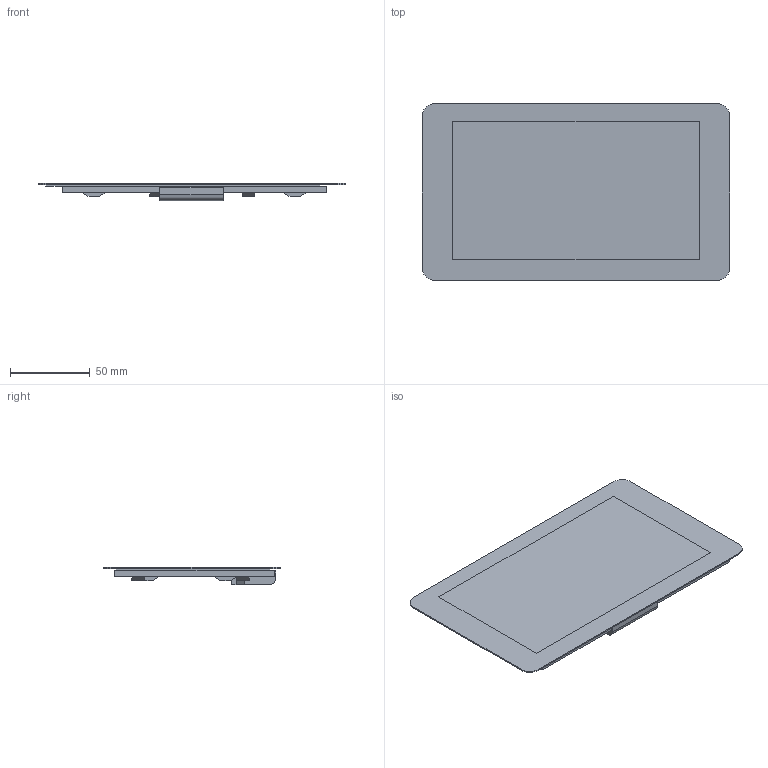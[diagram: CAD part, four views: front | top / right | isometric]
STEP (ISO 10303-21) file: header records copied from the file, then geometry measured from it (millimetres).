
FILE_DESCRIPTION(/* description */ (''),/* implementation_level */ '2;1');
FILE_NAME(/* name */ 'RPi LCD Module v8.step',/* time_stamp */ '2016-06-26T14:38:08-06:00',/* author */ (''),/* organization */ (''),/* preprocessor_version */ 'ST-DEVELOPER v16.5',/* originating_system */ 'Autodesk Translation Framework v5.1.0.2740',/* authorisation */ '');
FILE_SCHEMA (('AUTOMOTIVE_DESIGN { 1 0 10303 214 3 1 1 }'));
Length unit declared in the file: centimetre
Products named in the file (2): RPi LCD Module v8; RPi Touchscreen Module
Assembly tree (1 placements, depth 2):
  RPi LCD Module v8
    RPi Touchscreen Module
Bounding box: 192.96 x 110.76 x 10.96 mm (x, y, z)
Volume: 110239.3 mm3; surface area: 49303.8 mm2
Topology: 1 solids, 1 shells, 87 faces, 203 edges, 136 vertices
Faces by surface type: plane 73, cylinder 14
Full cylindrical faces by diameter (mm): 2.5 x4, 3 x4
Entity records: 2510 total; most frequent: CARTESIAN_POINT 421, DIRECTION 403, ORIENTED_EDGE 390, EDGE_CURVE 195, LINE 167, VECTOR 167, VERTEX_POINT 136, AXIS2_PLACEMENT_3D 118
